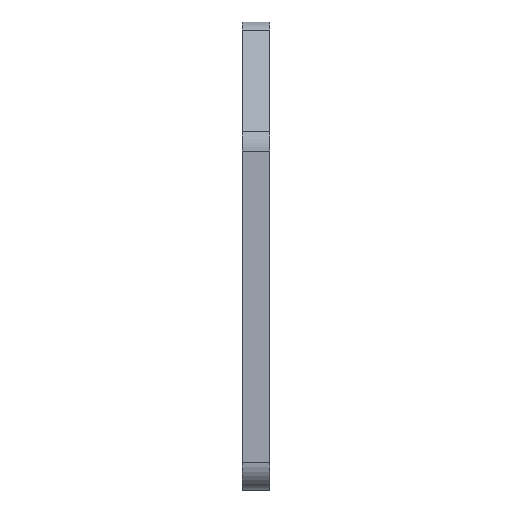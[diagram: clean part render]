
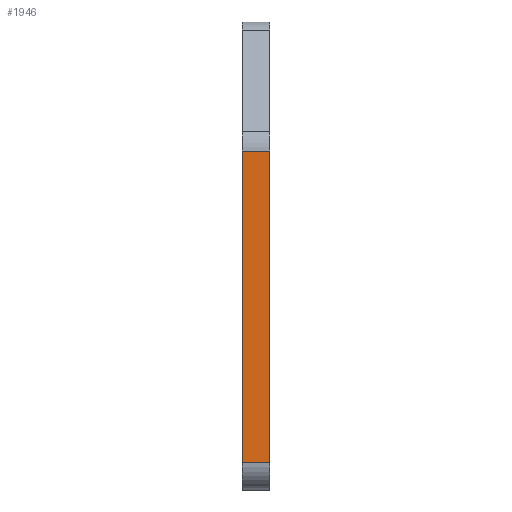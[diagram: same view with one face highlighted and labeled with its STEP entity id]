
A CAD part, left-side view. The second image highlights one B-rep face of the part: STEP entity #1946.
In plain terms, the highlighted planar face has unit normal (-1, 0, 0).
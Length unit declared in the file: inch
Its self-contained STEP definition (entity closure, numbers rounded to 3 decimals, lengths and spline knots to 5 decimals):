
#21 = VERTEX_POINT ( 'NONE', #859 ) ;
#73 = DIRECTION ( 'NONE',  ( 0., 0., 1. ) ) ;
#90 = CARTESIAN_POINT ( 'NONE',  ( -1.245, 0., 0.66035 ) ) ;
#205 = ORIENTED_EDGE ( 'NONE', *, *, #227, .T. ) ;
#216 = EDGE_CURVE ( 'NONE', #793, #21, #717, .T. ) ;
#227 = EDGE_CURVE ( 'NONE', #1240, #651, #1456, .T. ) ;
#266 = VECTOR ( 'NONE', #1507, 39.37008 ) ;
#400 = DIRECTION ( 'NONE',  ( 1., 0., 0. ) ) ;
#545 = FACE_OUTER_BOUND ( 'NONE', #1488, .T. ) ;
#562 = ORIENTED_EDGE ( 'NONE', *, *, #1827, .T. ) ;
#651 = VERTEX_POINT ( 'NONE', #1536 ) ;
#658 = CARTESIAN_POINT ( 'NONE',  ( -1.245, 0.125, -0.75 ) ) ;
#710 = LINE ( 'NONE', #1105, #1871 ) ;
#717 = LINE ( 'NONE', #1406, #1084 ) ;
#725 = EDGE_CURVE ( 'NONE', #793, #651, #710, .T. ) ;
#758 = LINE ( 'NONE', #1423, #1104 ) ;
#793 = VERTEX_POINT ( 'NONE', #658 ) ;
#859 = CARTESIAN_POINT ( 'NONE',  ( -1.245, 0., -0.75 ) ) ;
#1017 = CARTESIAN_POINT ( 'NONE',  ( -1.245, 0.125, 0.71213 ) ) ;
#1047 = ORIENTED_EDGE ( 'NONE', *, *, #216, .T. ) ;
#1084 = VECTOR ( 'NONE', #1311, 39.37008 ) ;
#1104 = VECTOR ( 'NONE', #73, 39.37008 ) ;
#1105 = CARTESIAN_POINT ( 'NONE',  ( -1.245, 0.125, 0.71213 ) ) ;
#1214 = DIRECTION ( 'NONE',  ( 0., 0., 1. ) ) ;
#1240 = VERTEX_POINT ( 'NONE', #90 ) ;
#1289 = CARTESIAN_POINT ( 'NONE',  ( -1.245, 0.125, 0.66035 ) ) ;
#1304 = PLANE ( 'NONE',  #1495 ) ;
#1311 = DIRECTION ( 'NONE',  ( 0., -1., 0. ) ) ;
#1379 = ORIENTED_EDGE ( 'NONE', *, *, #725, .F. ) ;
#1406 = CARTESIAN_POINT ( 'NONE',  ( -1.245, 0.125, -0.75 ) ) ;
#1423 = CARTESIAN_POINT ( 'NONE',  ( -1.245, 0., 0.71213 ) ) ;
#1443 = DIRECTION ( 'NONE',  ( 0., 0., -1. ) ) ;
#1456 = LINE ( 'NONE', #1289, #266 ) ;
#1488 = EDGE_LOOP ( 'NONE', ( #1379, #1047, #562, #205 ) ) ;
#1495 = AXIS2_PLACEMENT_3D ( 'NONE', #1017, #400, #1443 ) ;
#1507 = DIRECTION ( 'NONE',  ( 0., 1., 0. ) ) ;
#1536 = CARTESIAN_POINT ( 'NONE',  ( -1.245, 0.125, 0.66035 ) ) ;
#1827 = EDGE_CURVE ( 'NONE', #21, #1240, #758, .T. ) ;
#1871 = VECTOR ( 'NONE', #1214, 39.37008 ) ;
#1946 = ADVANCED_FACE ( 'NONE', ( #545 ), #1304, .F. ) ;
